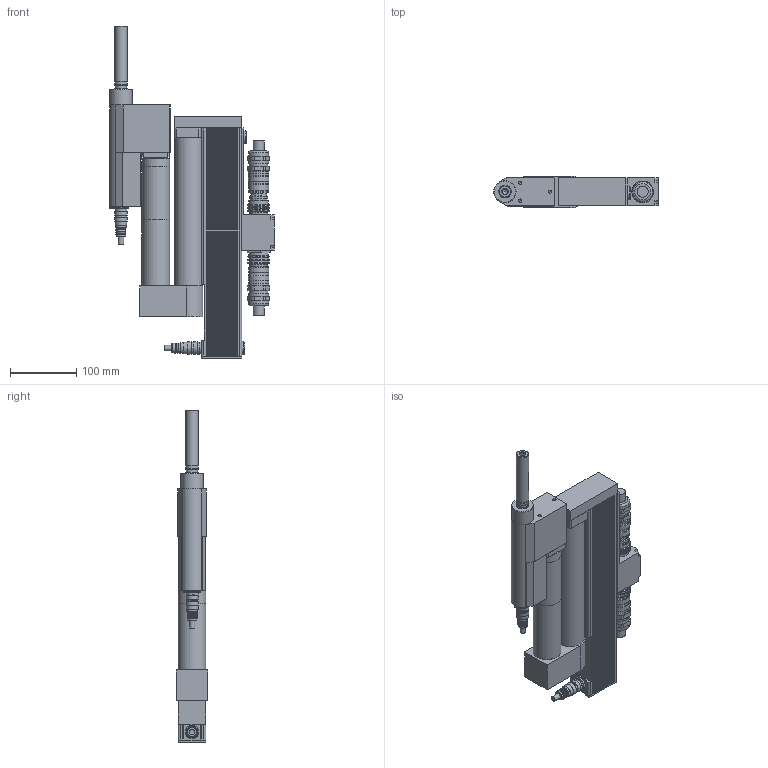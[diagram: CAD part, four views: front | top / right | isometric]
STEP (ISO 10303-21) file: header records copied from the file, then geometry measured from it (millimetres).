
FILE_DESCRIPTION((''),'2;1');
FILE_NAME('947549A0.stp','2011-03-28T08:12:35',('e4c32'),(''),'Autodesk Inventor 11','Autodesk Inventor 11','');
FILE_SCHEMA(('AUTOMOTIVE_DESIGN { 1 0 10303 214 1 1 1 1 }'));
Length unit declared in the file: millimetre
Products named in the file (7): 947549A0_IAM_001; 1VKXB_IPT_001.ipt_Versetzter Abtrieb; 935796_IPT_001; 1BUTS-XA_IPT_001; 961104-005_IPT_002.ipt_Stecker gerade; 961089-002_IPT_002.ipt_Stecker gerade; 961104-005_IPT_001.ipt_Stecker gerade
Assembly tree (7 placements, depth 2):
  947549A0_IAM_001
    1VKXB_IPT_001.ipt_Versetzter Abtrieb
    935796_IPT_001
    1BUTS-XA_IPT_001
    961104-005_IPT_002.ipt_Stecker gerade
    961089-002_IPT_002.ipt_Stecker gerade  x2
    961104-005_IPT_001.ipt_Stecker gerade
Bounding box: 247.84 x 48 x 500.15 mm (x, y, z)
Volume: 2453366.6 mm3; surface area: 277980.4 mm2
Topology: 7 solids, 7 shells, 1102 faces, 2763 edges, 1740 vertices
Faces by surface type: plane 729, cylinder 219, bspline 100, cone 39, torus 15
Full cylindrical faces by diameter (mm): 5.5 x3, 8 x2, 13.4 x2, 13.5 x1, 14 x10, 14.2 x2, 16 x7, 16.5 x2, 16.8 x1, 17.587 x4, 18 x7, 18.7 x5, 19.05 x2, 20 x4, 22.5 x1, 24 x1, 25.5 x1, 26.4 x1, 27 x1, 27.047 x1, 28 x2, 28.5 x1, 29.5 x3, 29.8 x4, 30 x6, 30.4 x2, 30.5 x3, 30.609 x1, 30.8 x4, 33.3 x1
Entity records: 30505 total; most frequent: CARTESIAN_POINT 6616, ORIENTED_EDGE 5106, DIRECTION 4536, EDGE_CURVE 2553, VERTEX_POINT 1683, VECTOR 1642, LINE 1642, AXIS2_PLACEMENT_3D 1447
